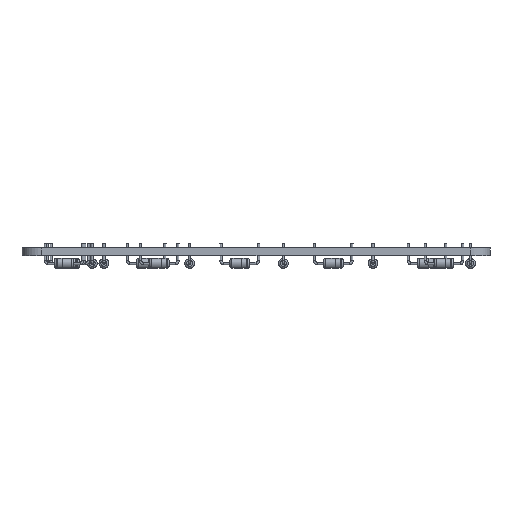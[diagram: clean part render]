
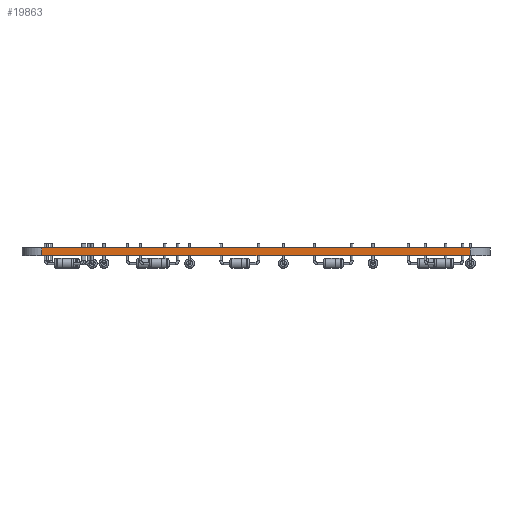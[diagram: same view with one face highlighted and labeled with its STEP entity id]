
A CAD part, left-side view. The second image highlights one B-rep face of the part: STEP entity #19863.
In plain terms, the highlighted planar face has unit normal (-1, 0, 0).
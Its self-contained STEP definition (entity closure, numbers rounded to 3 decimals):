
#1204 = CYLINDRICAL_SURFACE('',#1205,3.969);
#1205 = AXIS2_PLACEMENT_3D('',#1206,#1207,#1208);
#1206 = CARTESIAN_POINT('',(3.969,-3.969,0.));
#1207 = DIRECTION('',(-0.,-0.,-1.));
#1208 = DIRECTION('',(1.,0.,-0.));
#1232 = PLANE('',#1233);
#1233 = AXIS2_PLACEMENT_3D('',#1234,#1235,#1236);
#1234 = CARTESIAN_POINT('',(82.713,-47.163,1.6));
#1235 = DIRECTION('',(-0.,-0.,-1.));
#1236 = DIRECTION('',(-1.,0.,0.));
#1286 = PLANE('',#1287);
#1287 = AXIS2_PLACEMENT_3D('',#1288,#1289,#1290);
#1288 = CARTESIAN_POINT('',(82.713,-47.163,0.));
#1289 = DIRECTION('',(-0.,-0.,-1.));
#1290 = DIRECTION('',(-1.,0.,0.));
#1303 = VERTEX_POINT('',#1304);
#1304 = CARTESIAN_POINT('',(0.,-3.969,1.6));
#1330 = EDGE_CURVE('',#1331,#1303,#1333,.T.);
#1331 = VERTEX_POINT('',#1332);
#1332 = CARTESIAN_POINT('',(0.,-3.969,0.));
#1333 = SURFACE_CURVE('',#1334,(#1338,#1345),.PCURVE_S1.);
#1334 = LINE('',#1335,#1336);
#1335 = CARTESIAN_POINT('',(0.,-3.969,0.));
#1336 = VECTOR('',#1337,1.);
#1337 = DIRECTION('',(0.,0.,1.));
#1338 = PCURVE('',#1204,#1339);
#1339 = DEFINITIONAL_REPRESENTATION('',(#1340),#1344);
#1340 = LINE('',#1341,#1342);
#1341 = CARTESIAN_POINT('',(-3.142,0.));
#1342 = VECTOR('',#1343,1.);
#1343 = DIRECTION('',(-0.,-1.));
#1344 = ( GEOMETRIC_REPRESENTATION_CONTEXT(2) 
PARAMETRIC_REPRESENTATION_CONTEXT() REPRESENTATION_CONTEXT('2D SPACE',''
  ) );
#1345 = PCURVE('',#1346,#1351);
#1346 = PLANE('',#1347);
#1347 = AXIS2_PLACEMENT_3D('',#1348,#1349,#1350);
#1348 = CARTESIAN_POINT('',(0.,-91.281,0.));
#1349 = DIRECTION('',(-1.,0.,0.));
#1350 = DIRECTION('',(0.,1.,0.));
#1351 = DEFINITIONAL_REPRESENTATION('',(#1352),#1356);
#1352 = LINE('',#1353,#1354);
#1353 = CARTESIAN_POINT('',(87.313,0.));
#1354 = VECTOR('',#1355,1.);
#1355 = DIRECTION('',(0.,-1.));
#1356 = ( GEOMETRIC_REPRESENTATION_CONTEXT(2) 
PARAMETRIC_REPRESENTATION_CONTEXT() REPRESENTATION_CONTEXT('2D SPACE',''
  ) );
#2048 = VERTEX_POINT('',#2049);
#2049 = CARTESIAN_POINT('',(0.,-91.281,0.));
#2068 = CYLINDRICAL_SURFACE('',#2069,3.969);
#2069 = AXIS2_PLACEMENT_3D('',#2070,#2071,#2072);
#2070 = CARTESIAN_POINT('',(3.969,-91.281,0.));
#2071 = DIRECTION('',(-0.,-0.,-1.));
#2072 = DIRECTION('',(1.,0.,-0.));
#2080 = EDGE_CURVE('',#2048,#1331,#2081,.T.);
#2081 = SURFACE_CURVE('',#2082,(#2086,#2093),.PCURVE_S1.);
#2082 = LINE('',#2083,#2084);
#2083 = CARTESIAN_POINT('',(0.,-91.281,0.));
#2084 = VECTOR('',#2085,1.);
#2085 = DIRECTION('',(0.,1.,0.));
#2086 = PCURVE('',#1286,#2087);
#2087 = DEFINITIONAL_REPRESENTATION('',(#2088),#2092);
#2088 = LINE('',#2089,#2090);
#2089 = CARTESIAN_POINT('',(82.713,-44.118));
#2090 = VECTOR('',#2091,1.);
#2091 = DIRECTION('',(0.,1.));
#2092 = ( GEOMETRIC_REPRESENTATION_CONTEXT(2) 
PARAMETRIC_REPRESENTATION_CONTEXT() REPRESENTATION_CONTEXT('2D SPACE',''
  ) );
#2093 = PCURVE('',#1346,#2094);
#2094 = DEFINITIONAL_REPRESENTATION('',(#2095),#2099);
#2095 = LINE('',#2096,#2097);
#2096 = CARTESIAN_POINT('',(0.,0.));
#2097 = VECTOR('',#2098,1.);
#2098 = DIRECTION('',(1.,0.));
#2099 = ( GEOMETRIC_REPRESENTATION_CONTEXT(2) 
PARAMETRIC_REPRESENTATION_CONTEXT() REPRESENTATION_CONTEXT('2D SPACE',''
  ) );
#11865 = VERTEX_POINT('',#11866);
#11866 = CARTESIAN_POINT('',(0.,-91.281,1.6));
#11892 = EDGE_CURVE('',#11865,#1303,#11893,.T.);
#11893 = SURFACE_CURVE('',#11894,(#11898,#11905),.PCURVE_S1.);
#11894 = LINE('',#11895,#11896);
#11895 = CARTESIAN_POINT('',(0.,-91.281,1.6));
#11896 = VECTOR('',#11897,1.);
#11897 = DIRECTION('',(0.,1.,0.));
#11898 = PCURVE('',#1232,#11899);
#11899 = DEFINITIONAL_REPRESENTATION('',(#11900),#11904);
#11900 = LINE('',#11901,#11902);
#11901 = CARTESIAN_POINT('',(82.713,-44.118));
#11902 = VECTOR('',#11903,1.);
#11903 = DIRECTION('',(0.,1.));
#11904 = ( GEOMETRIC_REPRESENTATION_CONTEXT(2) 
PARAMETRIC_REPRESENTATION_CONTEXT() REPRESENTATION_CONTEXT('2D SPACE',''
  ) );
#11905 = PCURVE('',#1346,#11906);
#11906 = DEFINITIONAL_REPRESENTATION('',(#11907),#11911);
#11907 = LINE('',#11908,#11909);
#11908 = CARTESIAN_POINT('',(0.,-1.6));
#11909 = VECTOR('',#11910,1.);
#11910 = DIRECTION('',(1.,0.));
#11911 = ( GEOMETRIC_REPRESENTATION_CONTEXT(2) 
PARAMETRIC_REPRESENTATION_CONTEXT() REPRESENTATION_CONTEXT('2D SPACE',''
  ) );
#19863 = ADVANCED_FACE('',(#19864),#1346,.T.);
#19864 = FACE_BOUND('',#19865,.T.);
#19865 = EDGE_LOOP('',(#19866,#19887,#19888,#19889));
#19866 = ORIENTED_EDGE('',*,*,#19867,.T.);
#19867 = EDGE_CURVE('',#2048,#11865,#19868,.T.);
#19868 = SURFACE_CURVE('',#19869,(#19873,#19880),.PCURVE_S1.);
#19869 = LINE('',#19870,#19871);
#19870 = CARTESIAN_POINT('',(0.,-91.281,0.));
#19871 = VECTOR('',#19872,1.);
#19872 = DIRECTION('',(0.,0.,1.));
#19873 = PCURVE('',#1346,#19874);
#19874 = DEFINITIONAL_REPRESENTATION('',(#19875),#19879);
#19875 = LINE('',#19876,#19877);
#19876 = CARTESIAN_POINT('',(0.,0.));
#19877 = VECTOR('',#19878,1.);
#19878 = DIRECTION('',(0.,-1.));
#19879 = ( GEOMETRIC_REPRESENTATION_CONTEXT(2) 
PARAMETRIC_REPRESENTATION_CONTEXT() REPRESENTATION_CONTEXT('2D SPACE',''
  ) );
#19880 = PCURVE('',#2068,#19881);
#19881 = DEFINITIONAL_REPRESENTATION('',(#19882),#19886);
#19882 = LINE('',#19883,#19884);
#19883 = CARTESIAN_POINT('',(-3.142,0.));
#19884 = VECTOR('',#19885,1.);
#19885 = DIRECTION('',(-0.,-1.));
#19886 = ( GEOMETRIC_REPRESENTATION_CONTEXT(2) 
PARAMETRIC_REPRESENTATION_CONTEXT() REPRESENTATION_CONTEXT('2D SPACE',''
  ) );
#19887 = ORIENTED_EDGE('',*,*,#11892,.T.);
#19888 = ORIENTED_EDGE('',*,*,#1330,.F.);
#19889 = ORIENTED_EDGE('',*,*,#2080,.F.);
